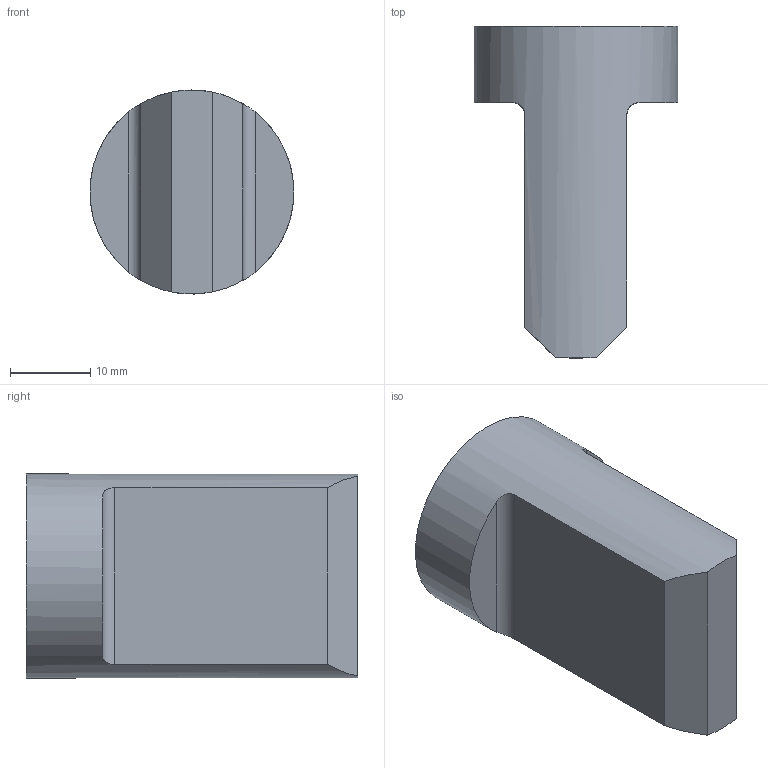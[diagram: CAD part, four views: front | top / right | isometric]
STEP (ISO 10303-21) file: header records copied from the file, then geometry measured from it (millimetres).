
FILE_DESCRIPTION(/* description */ (''),/* implementation_level */ '2;1');
FILE_NAME(/* name */ 'MH118-1A.stp',/* time_stamp */ '2017-05-08T10:33:00-04:00',/* author */ ('aneininger'),/* organization */ (''),/* preprocessor_version */ 'ST-DEVELOPER v16.5',/* originating_system */ 'Autodesk Inventor 2017',/* authorisation */ '');
FILE_SCHEMA (('AUTOMOTIVE_DESIGN { 1 0 10303 214 3 1 1 }'));
Length unit declared in the file: inch
Products named in the file (1): MH118-1A
Bounding box: 25.36 x 41.27 x 25.4 mm (x, y, z)
Volume: 14077.2 mm3; surface area: 4155.8 mm2
Topology: 1 solids, 1 shells, 17 faces, 42 edges, 27 vertices
Faces by surface type: plane 9, cylinder 5, bspline 2, cone 1
Full cylindrical faces by diameter (mm): 25.4 x1
Entity records: 1290 total; most frequent: CARTESIAN_POINT 865, ORIENTED_EDGE 76, DIRECTION 72, EDGE_CURVE 38, AXIS2_PLACEMENT_3D 28, VERTEX_POINT 25, EDGE_LOOP 19, STYLED_ITEM 18
